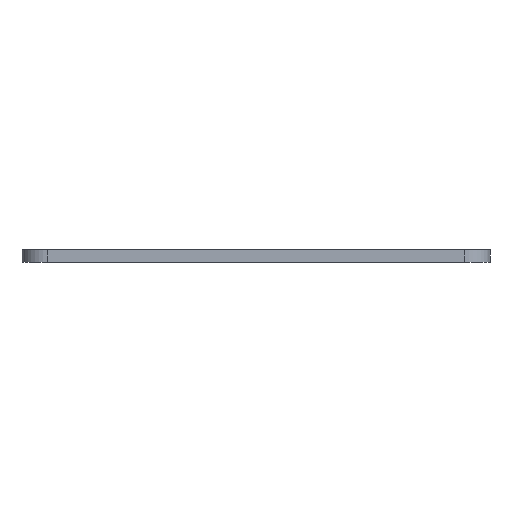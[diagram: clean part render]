
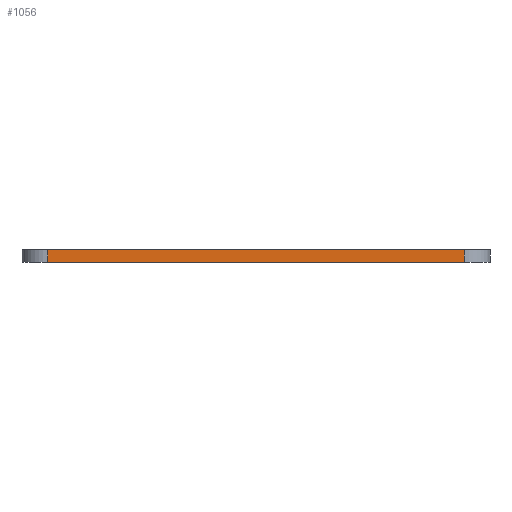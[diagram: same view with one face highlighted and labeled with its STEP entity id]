
A CAD part, left-side view. The second image highlights one B-rep face of the part: STEP entity #1056.
In plain terms, the highlighted planar face has unit normal (-1, 0, 0).
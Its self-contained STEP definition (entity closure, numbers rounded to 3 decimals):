
#91 = CARTESIAN_POINT ( 'NONE',  ( -126., 81.5, 5. ) ) ;
#736 = VECTOR ( 'NONE', #2724, 1000. ) ;
#744 = ORIENTED_EDGE ( 'NONE', *, *, #2308, .T. ) ;
#1056 = ADVANCED_FACE ( 'NONE', ( #2523 ), #5783, .F. ) ;
#1060 = CARTESIAN_POINT ( 'NONE',  ( -126., 91.5, 5. ) ) ;
#1466 = LINE ( 'NONE', #4606, #8531 ) ;
#1542 = VECTOR ( 'NONE', #8793, 1000. ) ;
#1747 = LINE ( 'NONE', #7487, #1542 ) ;
#1862 = DIRECTION ( 'NONE',  ( 0., -1., 0. ) ) ;
#2035 = EDGE_LOOP ( 'NONE', ( #744, #8363, #6864, #4349 ) ) ;
#2099 = VERTEX_POINT ( 'NONE', #5880 ) ;
#2308 = EDGE_CURVE ( 'NONE', #6406, #2099, #7318, .T. ) ;
#2523 = FACE_OUTER_BOUND ( 'NONE', #2035, .T. ) ;
#2724 = DIRECTION ( 'NONE',  ( 0., 0., 1. ) ) ;
#2903 = CARTESIAN_POINT ( 'NONE',  ( -126., 81.5, 0. ) ) ;
#2979 = VERTEX_POINT ( 'NONE', #91 ) ;
#3751 = DIRECTION ( 'NONE',  ( 0., 1., 0. ) ) ;
#3766 = CARTESIAN_POINT ( 'NONE',  ( -126., -81.5, 5. ) ) ;
#4273 = CARTESIAN_POINT ( 'NONE',  ( -126., 91.5, 0. ) ) ;
#4349 = ORIENTED_EDGE ( 'NONE', *, *, #7774, .T. ) ;
#4606 = CARTESIAN_POINT ( 'NONE',  ( -126., 91.5, 5. ) ) ;
#4759 = CARTESIAN_POINT ( 'NONE',  ( -126., -81.5, 5. ) ) ;
#4898 = AXIS2_PLACEMENT_3D ( 'NONE', #1060, #8580, #3751 ) ;
#5783 = PLANE ( 'NONE',  #4898 ) ;
#5880 = CARTESIAN_POINT ( 'NONE',  ( -126., -81.5, 0. ) ) ;
#5915 = EDGE_CURVE ( 'NONE', #2979, #7488, #1466, .T. ) ;
#6406 = VERTEX_POINT ( 'NONE', #2903 ) ;
#6864 = ORIENTED_EDGE ( 'NONE', *, *, #5915, .F. ) ;
#7318 = LINE ( 'NONE', #4273, #7964 ) ;
#7487 = CARTESIAN_POINT ( 'NONE',  ( -126., 81.5, 5. ) ) ;
#7488 = VERTEX_POINT ( 'NONE', #3766 ) ;
#7636 = DIRECTION ( 'NONE',  ( 0., -1., 0. ) ) ;
#7774 = EDGE_CURVE ( 'NONE', #2979, #6406, #1747, .T. ) ;
#7793 = LINE ( 'NONE', #4759, #736 ) ;
#7964 = VECTOR ( 'NONE', #7636, 1000. ) ;
#8363 = ORIENTED_EDGE ( 'NONE', *, *, #8740, .T. ) ;
#8531 = VECTOR ( 'NONE', #1862, 1000. ) ;
#8580 = DIRECTION ( 'NONE',  ( 1., 0., 0. ) ) ;
#8740 = EDGE_CURVE ( 'NONE', #2099, #7488, #7793, .T. ) ;
#8793 = DIRECTION ( 'NONE',  ( 0., 0., -1. ) ) ;
